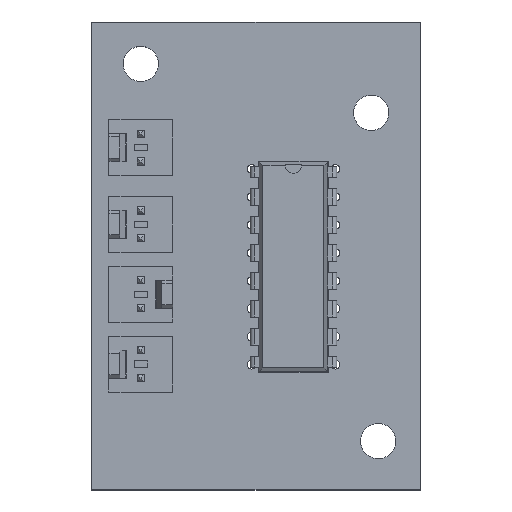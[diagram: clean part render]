
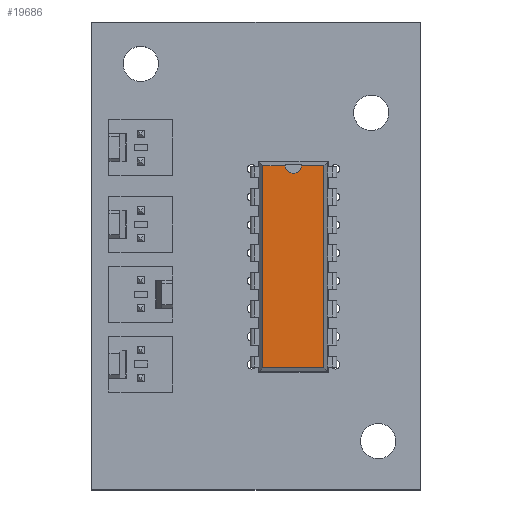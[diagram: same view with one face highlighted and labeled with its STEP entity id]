
A CAD part, top view. The second image highlights one B-rep face of the part: STEP entity #19686.
In plain terms, the highlighted planar face has unit normal (0, 0, 1).
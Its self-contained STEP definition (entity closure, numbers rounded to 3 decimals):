
#4175 = B_SPLINE_SURFACE_WITH_KNOTS('',1,1,(
    (#4176,#4177)
    ,(#4178,#4179
    )),.UNSPECIFIED.,.F.,.F.,.F.,(2,2),(2,2),(0.,19.027),(0.,1.),
  .PIECEWISE_BEZIER_KNOTS.);
#4176 = CARTESIAN_POINT('',(6.91,-18.404,2.157));
#4177 = CARTESIAN_POINT('',(6.586,-18.08,3.68));
#4178 = CARTESIAN_POINT('',(6.91,0.624,2.157));
#4179 = CARTESIAN_POINT('',(6.586,0.3,3.68));
#7680 = B_SPLINE_SURFACE_WITH_KNOTS('',1,1,(
    (#7681,#7682)
    ,(#7683,#7684
    )),.UNSPECIFIED.,.F.,.F.,.F.,(2,2),(2,2),(0.,6.2),(0.,1.),
  .PIECEWISE_BEZIER_KNOTS.);
#7681 = CARTESIAN_POINT('',(6.91,0.624,2.157));
#7682 = CARTESIAN_POINT('',(6.586,0.3,3.68));
#7683 = CARTESIAN_POINT('',(0.71,0.624,2.157));
#7684 = CARTESIAN_POINT('',(1.034,0.3,3.68));
#7761 = B_SPLINE_SURFACE_WITH_KNOTS('',1,1,(
    (#7762,#7763)
    ,(#7764,#7765
    )),.UNSPECIFIED.,.F.,.F.,.F.,(2,2),(2,2),(0.,19.027),(0.,1.),
  .PIECEWISE_BEZIER_KNOTS.);
#7762 = CARTESIAN_POINT('',(0.71,0.624,2.157));
#7763 = CARTESIAN_POINT('',(1.034,0.3,3.68));
#7764 = CARTESIAN_POINT('',(0.71,-18.404,2.157));
#7765 = CARTESIAN_POINT('',(1.034,-18.08,3.68));
#11253 = B_SPLINE_SURFACE_WITH_KNOTS('',1,1,(
    (#11254,#11255)
    ,(#11256,#11257
    )),.UNSPECIFIED.,.F.,.F.,.F.,(2,2),(2,2),(0.,6.2),(0.,1.),
  .PIECEWISE_BEZIER_KNOTS.);
#11254 = CARTESIAN_POINT('',(0.71,-18.404,2.157));
#11255 = CARTESIAN_POINT('',(1.034,-18.08,3.68));
#11256 = CARTESIAN_POINT('',(6.91,-18.404,2.157));
#11257 = CARTESIAN_POINT('',(6.586,-18.08,3.68));
#11447 = VERTEX_POINT('',#11448);
#11448 = CARTESIAN_POINT('',(6.586,0.3,3.68));
#11468 = EDGE_CURVE('',#11469,#11447,#11471,.T.);
#11469 = VERTEX_POINT('',#11470);
#11470 = CARTESIAN_POINT('',(6.586,-18.08,3.68));
#11471 = SURFACE_CURVE('',#11472,(#11476,#11482),.PCURVE_S1.);
#11472 = LINE('',#11473,#11474);
#11473 = CARTESIAN_POINT('',(6.586,-18.08,3.68));
#11474 = VECTOR('',#11475,1.);
#11475 = DIRECTION('',(0.,1.,0.));
#11476 = PCURVE('',#4175,#11477);
#11477 = DEFINITIONAL_REPRESENTATION('',(#11478),#11481);
#11478 = B_SPLINE_CURVE_WITH_KNOTS('',1,(#11479,#11480),.UNSPECIFIED.,
  .F.,.F.,(2,2),(0.,18.38),.PIECEWISE_BEZIER_KNOTS.);
#11479 = CARTESIAN_POINT('',(0.,1.));
#11480 = CARTESIAN_POINT('',(19.027,1.));
#11481 = ( GEOMETRIC_REPRESENTATION_CONTEXT(2) 
PARAMETRIC_REPRESENTATION_CONTEXT() REPRESENTATION_CONTEXT('2D SPACE',''
  ) );
#11482 = PCURVE('',#11483,#11488);
#11483 = PLANE('',#11484);
#11484 = AXIS2_PLACEMENT_3D('',#11485,#11486,#11487);
#11485 = CARTESIAN_POINT('',(6.586,-18.08,3.68));
#11486 = DIRECTION('',(-0.,0.,-1.));
#11487 = DIRECTION('',(-0.289,0.957,0.));
#11488 = DEFINITIONAL_REPRESENTATION('',(#11489),#11493);
#11489 = LINE('',#11490,#11491);
#11490 = CARTESIAN_POINT('',(0.,0.));
#11491 = VECTOR('',#11492,1.);
#11492 = DIRECTION('',(0.957,0.289));
#11493 = ( GEOMETRIC_REPRESENTATION_CONTEXT(2) 
PARAMETRIC_REPRESENTATION_CONTEXT() REPRESENTATION_CONTEXT('2D SPACE',''
  ) );
#15081 = VERTEX_POINT('',#15082);
#15082 = CARTESIAN_POINT('',(1.034,0.3,3.68));
#15102 = EDGE_CURVE('',#15103,#15081,#15105,.T.);
#15103 = VERTEX_POINT('',#15104);
#15104 = CARTESIAN_POINT('',(3.064,0.3,3.68));
#15105 = SURFACE_CURVE('',#15106,(#15110,#15116),.PCURVE_S1.);
#15106 = LINE('',#15107,#15108);
#15107 = CARTESIAN_POINT('',(6.586,0.3,3.68));
#15108 = VECTOR('',#15109,1.);
#15109 = DIRECTION('',(-1.,0.,0.));
#15110 = PCURVE('',#7680,#15111);
#15111 = DEFINITIONAL_REPRESENTATION('',(#15112),#15115);
#15112 = B_SPLINE_CURVE_WITH_KNOTS('',1,(#15113,#15114),.UNSPECIFIED.,
  .F.,.F.,(2,2),(3.523,5.553),
  .PIECEWISE_BEZIER_KNOTS.);
#15113 = CARTESIAN_POINT('',(3.933,1.));
#15114 = CARTESIAN_POINT('',(6.2,1.));
#15115 = ( GEOMETRIC_REPRESENTATION_CONTEXT(2) 
PARAMETRIC_REPRESENTATION_CONTEXT() REPRESENTATION_CONTEXT('2D SPACE',''
  ) );
#15116 = PCURVE('',#11483,#15117);
#15117 = DEFINITIONAL_REPRESENTATION('',(#15118),#15122);
#15118 = LINE('',#15119,#15120);
#15119 = CARTESIAN_POINT('',(17.594,5.315));
#15120 = VECTOR('',#15121,1.);
#15121 = DIRECTION('',(0.289,-0.957));
#15122 = ( GEOMETRIC_REPRESENTATION_CONTEXT(2) 
PARAMETRIC_REPRESENTATION_CONTEXT() REPRESENTATION_CONTEXT('2D SPACE',''
  ) );
#15304 = CYLINDRICAL_SURFACE('',#15305,0.75);
#15305 = AXIS2_PLACEMENT_3D('',#15306,#15307,#15308);
#15306 = CARTESIAN_POINT('',(3.81,0.375,3.68));
#15307 = DIRECTION('',(-0.,0.,-1.));
#15308 = DIRECTION('',(0.,-1.,-0.));
#15606 = VERTEX_POINT('',#15607);
#15607 = CARTESIAN_POINT('',(4.556,0.3,3.68));
#15858 = EDGE_CURVE('',#11447,#15606,#15859,.T.);
#15859 = SURFACE_CURVE('',#15860,(#15864,#15870),.PCURVE_S1.);
#15860 = LINE('',#15861,#15862);
#15861 = CARTESIAN_POINT('',(6.586,0.3,3.68));
#15862 = VECTOR('',#15863,1.);
#15863 = DIRECTION('',(-1.,0.,0.));
#15864 = PCURVE('',#7680,#15865);
#15865 = DEFINITIONAL_REPRESENTATION('',(#15866),#15869);
#15866 = B_SPLINE_CURVE_WITH_KNOTS('',1,(#15867,#15868),.UNSPECIFIED.,
  .F.,.F.,(2,2),(0.,2.03),.PIECEWISE_BEZIER_KNOTS.);
#15867 = CARTESIAN_POINT('',(0.,1.));
#15868 = CARTESIAN_POINT('',(2.267,1.));
#15869 = ( GEOMETRIC_REPRESENTATION_CONTEXT(2) 
PARAMETRIC_REPRESENTATION_CONTEXT() REPRESENTATION_CONTEXT('2D SPACE',''
  ) );
#15870 = PCURVE('',#11483,#15871);
#15871 = DEFINITIONAL_REPRESENTATION('',(#15872),#15876);
#15872 = LINE('',#15873,#15874);
#15873 = CARTESIAN_POINT('',(17.594,5.315));
#15874 = VECTOR('',#15875,1.);
#15875 = DIRECTION('',(0.289,-0.957));
#15876 = ( GEOMETRIC_REPRESENTATION_CONTEXT(2) 
PARAMETRIC_REPRESENTATION_CONTEXT() REPRESENTATION_CONTEXT('2D SPACE',''
  ) );
#16059 = VERTEX_POINT('',#16060);
#16060 = CARTESIAN_POINT('',(1.034,-18.08,3.68));
#16080 = EDGE_CURVE('',#15081,#16059,#16081,.T.);
#16081 = SURFACE_CURVE('',#16082,(#16086,#16092),.PCURVE_S1.);
#16082 = LINE('',#16083,#16084);
#16083 = CARTESIAN_POINT('',(1.034,0.3,3.68));
#16084 = VECTOR('',#16085,1.);
#16085 = DIRECTION('',(0.,-1.,0.));
#16086 = PCURVE('',#7761,#16087);
#16087 = DEFINITIONAL_REPRESENTATION('',(#16088),#16091);
#16088 = B_SPLINE_CURVE_WITH_KNOTS('',1,(#16089,#16090),.UNSPECIFIED.,
  .F.,.F.,(2,2),(0.,18.38),.PIECEWISE_BEZIER_KNOTS.);
#16089 = CARTESIAN_POINT('',(0.,1.));
#16090 = CARTESIAN_POINT('',(19.027,1.));
#16091 = ( GEOMETRIC_REPRESENTATION_CONTEXT(2) 
PARAMETRIC_REPRESENTATION_CONTEXT() REPRESENTATION_CONTEXT('2D SPACE',''
  ) );
#16092 = PCURVE('',#11483,#16093);
#16093 = DEFINITIONAL_REPRESENTATION('',(#16094),#16098);
#16094 = LINE('',#16095,#16096);
#16095 = CARTESIAN_POINT('',(19.2,0.));
#16096 = VECTOR('',#16097,1.);
#16097 = DIRECTION('',(-0.957,-0.289));
#16098 = ( GEOMETRIC_REPRESENTATION_CONTEXT(2) 
PARAMETRIC_REPRESENTATION_CONTEXT() REPRESENTATION_CONTEXT('2D SPACE',''
  ) );
#19666 = EDGE_CURVE('',#16059,#11469,#19667,.T.);
#19667 = SURFACE_CURVE('',#19668,(#19672,#19678),.PCURVE_S1.);
#19668 = LINE('',#19669,#19670);
#19669 = CARTESIAN_POINT('',(1.034,-18.08,3.68));
#19670 = VECTOR('',#19671,1.);
#19671 = DIRECTION('',(1.,0.,0.));
#19672 = PCURVE('',#11253,#19673);
#19673 = DEFINITIONAL_REPRESENTATION('',(#19674),#19677);
#19674 = B_SPLINE_CURVE_WITH_KNOTS('',1,(#19675,#19676),.UNSPECIFIED.,
  .F.,.F.,(2,2),(0.,5.553),.PIECEWISE_BEZIER_KNOTS.);
#19675 = CARTESIAN_POINT('',(0.,1.));
#19676 = CARTESIAN_POINT('',(6.2,1.));
#19677 = ( GEOMETRIC_REPRESENTATION_CONTEXT(2) 
PARAMETRIC_REPRESENTATION_CONTEXT() REPRESENTATION_CONTEXT('2D SPACE',''
  ) );
#19678 = PCURVE('',#11483,#19679);
#19679 = DEFINITIONAL_REPRESENTATION('',(#19680),#19684);
#19680 = LINE('',#19681,#19682);
#19681 = CARTESIAN_POINT('',(1.606,-5.315));
#19682 = VECTOR('',#19683,1.);
#19683 = DIRECTION('',(-0.289,0.957));
#19684 = ( GEOMETRIC_REPRESENTATION_CONTEXT(2) 
PARAMETRIC_REPRESENTATION_CONTEXT() REPRESENTATION_CONTEXT('2D SPACE',''
  ) );
#19686 = ADVANCED_FACE('',(#19687),#11483,.F.);
#19687 = FACE_BOUND('',#19688,.F.);
#19688 = EDGE_LOOP('',(#19689,#19690,#19691,#19692,#19693,#19717,#19739)
  );
#19689 = ORIENTED_EDGE('',*,*,#11468,.F.);
#19690 = ORIENTED_EDGE('',*,*,#19666,.F.);
#19691 = ORIENTED_EDGE('',*,*,#16080,.F.);
#19692 = ORIENTED_EDGE('',*,*,#15102,.F.);
#19693 = ORIENTED_EDGE('',*,*,#19694,.F.);
#19694 = EDGE_CURVE('',#19695,#15103,#19697,.T.);
#19695 = VERTEX_POINT('',#19696);
#19696 = CARTESIAN_POINT('',(3.81,-0.375,3.68));
#19697 = SURFACE_CURVE('',#19698,(#19703,#19710),.PCURVE_S1.);
#19698 = CIRCLE('',#19699,0.75);
#19699 = AXIS2_PLACEMENT_3D('',#19700,#19701,#19702);
#19700 = CARTESIAN_POINT('',(3.81,0.375,3.68));
#19701 = DIRECTION('',(0.,-0.,-1.));
#19702 = DIRECTION('',(0.,-1.,0.));
#19703 = PCURVE('',#11483,#19704);
#19704 = DEFINITIONAL_REPRESENTATION('',(#19705),#19709);
#19705 = CIRCLE('',#19706,0.75);
#19706 = AXIS2_PLACEMENT_2D('',#19707,#19708);
#19707 = CARTESIAN_POINT('',(18.469,2.679));
#19708 = DIRECTION('',(-0.957,-0.289));
#19709 = ( GEOMETRIC_REPRESENTATION_CONTEXT(2) 
PARAMETRIC_REPRESENTATION_CONTEXT() REPRESENTATION_CONTEXT('2D SPACE',''
  ) );
#19710 = PCURVE('',#15304,#19711);
#19711 = DEFINITIONAL_REPRESENTATION('',(#19712),#19716);
#19712 = LINE('',#19713,#19714);
#19713 = CARTESIAN_POINT('',(0.,0.));
#19714 = VECTOR('',#19715,1.);
#19715 = DIRECTION('',(1.,0.));
#19716 = ( GEOMETRIC_REPRESENTATION_CONTEXT(2) 
PARAMETRIC_REPRESENTATION_CONTEXT() REPRESENTATION_CONTEXT('2D SPACE',''
  ) );
#19717 = ORIENTED_EDGE('',*,*,#19718,.F.);
#19718 = EDGE_CURVE('',#15606,#19695,#19719,.T.);
#19719 = SURFACE_CURVE('',#19720,(#19725,#19732),.PCURVE_S1.);
#19720 = CIRCLE('',#19721,0.75);
#19721 = AXIS2_PLACEMENT_3D('',#19722,#19723,#19724);
#19722 = CARTESIAN_POINT('',(3.81,0.375,3.68));
#19723 = DIRECTION('',(0.,-0.,-1.));
#19724 = DIRECTION('',(0.,-1.,0.));
#19725 = PCURVE('',#11483,#19726);
#19726 = DEFINITIONAL_REPRESENTATION('',(#19727),#19731);
#19727 = CIRCLE('',#19728,0.75);
#19728 = AXIS2_PLACEMENT_2D('',#19729,#19730);
#19729 = CARTESIAN_POINT('',(18.469,2.679));
#19730 = DIRECTION('',(-0.957,-0.289));
#19731 = ( GEOMETRIC_REPRESENTATION_CONTEXT(2) 
PARAMETRIC_REPRESENTATION_CONTEXT() REPRESENTATION_CONTEXT('2D SPACE',''
  ) );
#19732 = PCURVE('',#15304,#19733);
#19733 = DEFINITIONAL_REPRESENTATION('',(#19734),#19738);
#19734 = LINE('',#19735,#19736);
#19735 = CARTESIAN_POINT('',(-6.283,0.));
#19736 = VECTOR('',#19737,1.);
#19737 = DIRECTION('',(1.,0.));
#19738 = ( GEOMETRIC_REPRESENTATION_CONTEXT(2) 
PARAMETRIC_REPRESENTATION_CONTEXT() REPRESENTATION_CONTEXT('2D SPACE',''
  ) );
#19739 = ORIENTED_EDGE('',*,*,#15858,.F.);
